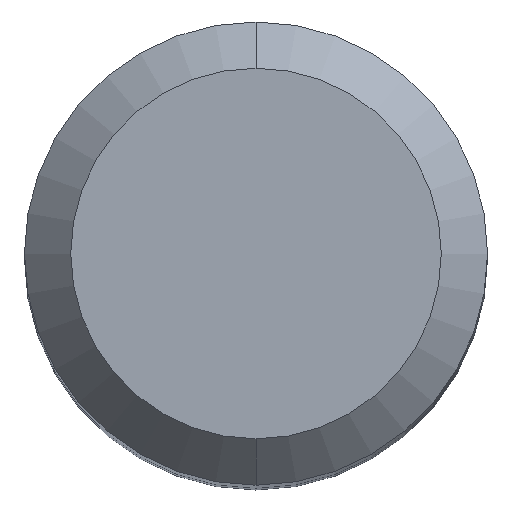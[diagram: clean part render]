
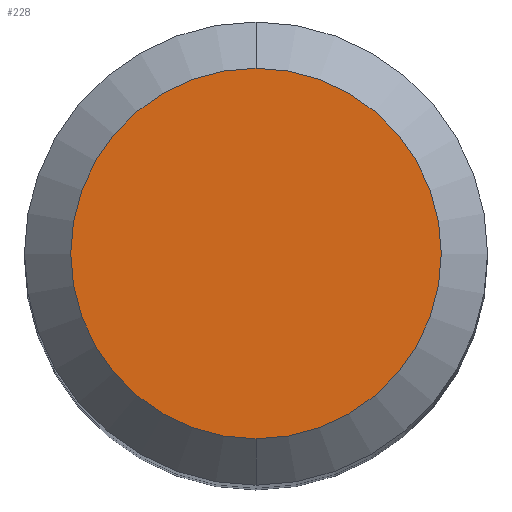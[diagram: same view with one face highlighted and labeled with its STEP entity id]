
A CAD part, top view. The second image highlights one B-rep face of the part: STEP entity #228.
In plain terms, the highlighted planar face has unit normal (0, 0, 1).
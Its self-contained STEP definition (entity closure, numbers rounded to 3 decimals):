
#1 = DIRECTION ( 'NONE',  ( 0., 0., -1. ) ) ;
#4 = EDGE_CURVE ( 'NONE', #242, #8, #299, .T. ) ;
#8 = VERTEX_POINT ( 'NONE', #304 ) ;
#33 = DIRECTION ( 'NONE',  ( 0., 1., 0. ) ) ;
#45 = DIRECTION ( 'NONE',  ( 0., 1., 0. ) ) ;
#70 = CARTESIAN_POINT ( 'NONE',  ( 0., 0., 60. ) ) ;
#90 = PLANE ( 'NONE',  #101 ) ;
#101 = AXIS2_PLACEMENT_3D ( 'NONE', #212, #1, #45 ) ;
#103 = ORIENTED_EDGE ( 'NONE', *, *, #4, .F. ) ;
#111 = CIRCLE ( 'NONE', #288, 4. ) ;
#144 = CARTESIAN_POINT ( 'NONE',  ( 0., 4., 60. ) ) ;
#149 = ORIENTED_EDGE ( 'NONE', *, *, #196, .F. ) ;
#159 = AXIS2_PLACEMENT_3D ( 'NONE', #185, #277, #33 ) ;
#185 = CARTESIAN_POINT ( 'NONE',  ( 0., 0., 60. ) ) ;
#193 = DIRECTION ( 'NONE',  ( 0., 1., 0. ) ) ;
#196 = EDGE_CURVE ( 'NONE', #8, #242, #111, .T. ) ;
#212 = CARTESIAN_POINT ( 'NONE',  ( 0., 0., 60. ) ) ;
#217 = EDGE_LOOP ( 'NONE', ( #103, #149 ) ) ;
#228 = ADVANCED_FACE ( 'NONE', ( #262 ), #90, .F. ) ;
#242 = VERTEX_POINT ( 'NONE', #144 ) ;
#262 = FACE_OUTER_BOUND ( 'NONE', #217, .T. ) ;
#277 = DIRECTION ( 'NONE',  ( 0., 0., -1. ) ) ;
#288 = AXIS2_PLACEMENT_3D ( 'NONE', #70, #311, #193 ) ;
#299 = CIRCLE ( 'NONE', #159, 4. ) ;
#304 = CARTESIAN_POINT ( 'NONE',  ( 0., -4., 60. ) ) ;
#311 = DIRECTION ( 'NONE',  ( 0., 0., -1. ) ) ;
